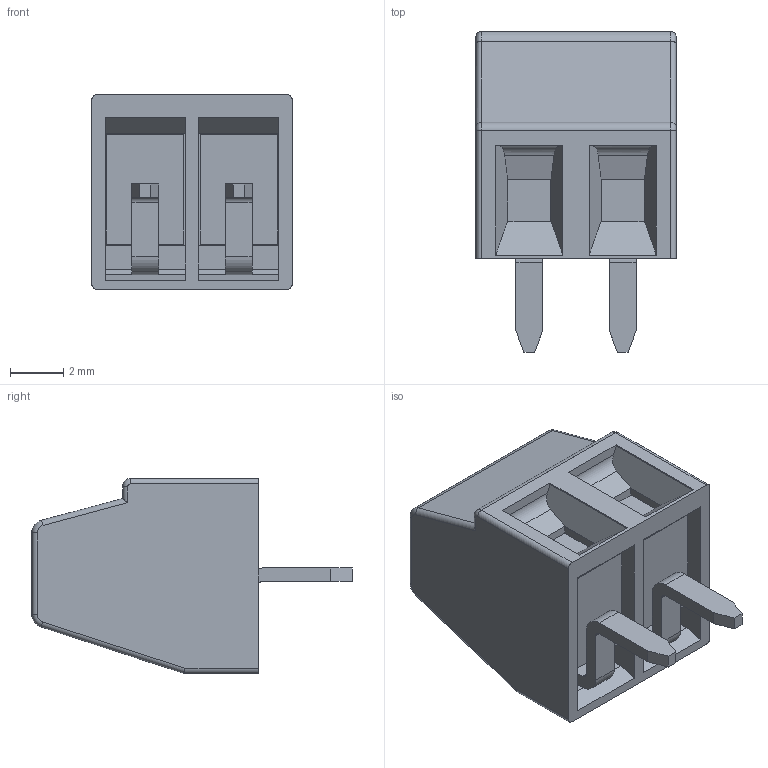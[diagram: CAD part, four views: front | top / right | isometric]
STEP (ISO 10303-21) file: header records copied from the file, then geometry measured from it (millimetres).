
FILE_DESCRIPTION (( 'STEP AP214' ), '1' );
FILE_NAME ('1751248.STEP', '2021-08-27T07:18:41', ( '' ), ( '' ), 'SwSTEP 2.0', 'SolidWorks 2018', '' );
FILE_SCHEMA (( 'AUTOMOTIVE_DESIGN' ));
Length unit declared in the file: millimetre
Products named in the file (2): 1751248
Bounding box: 7.5 x 12 x 7.3 mm (x, y, z)
Volume: 291.9 mm3; surface area: 846.3 mm2
Topology: 7 solids, 7 shells, 250 faces, 646 edges, 400 vertices
Faces by surface type: plane 127, cylinder 61, torus 28, cone 24, bspline 6, sphere 4
Entity records: 8963 total; most frequent: CARTESIAN_POINT 2936, ORIENTED_EDGE 1284, DIRECTION 1186, EDGE_CURVE 642, LINE 410, VECTOR 410, VERTEX_POINT 400, AXIS2_PLACEMENT_3D 388
